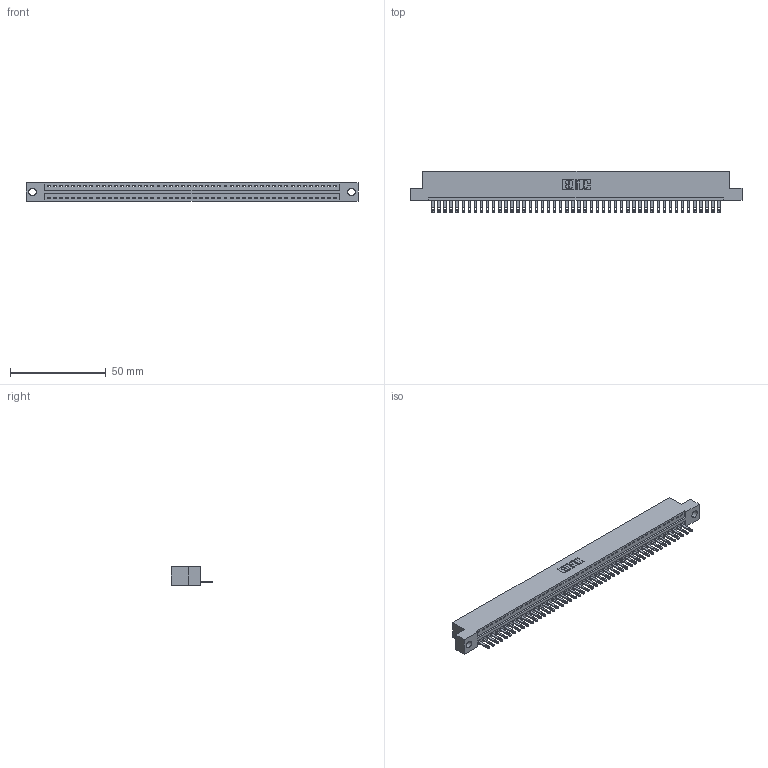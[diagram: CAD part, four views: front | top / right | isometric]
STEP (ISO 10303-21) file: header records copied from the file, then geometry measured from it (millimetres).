
FILE_DESCRIPTION (( 'STEP AP203' ), '1' );
FILE_NAME ('346-048-500-104.STEP', '2022-05-09T22:42:33', ( '' ), ( '' ), 'SwSTEP 2.0', 'SolidWorks 2020', '' );
FILE_SCHEMA (( 'CONFIG_CONTROL_DESIGN' ));
Length unit declared in the file: inch
Products named in the file (3): 346-048-500-104; 346 Part_Flush Mounting Lugs - 0.156 Dia-TH; 345-292-001_345-293-100
Assembly tree (49 placements, depth 2):
  346-048-500-104
    346 Part_Flush Mounting Lugs - 0.156 Dia-TH
    345-292-001_345-293-100  x48
Bounding box: 172.97 x 21.84 x 9.4 mm (x, y, z)
Volume: 578.6 mm3; surface area: 20664.9 mm2
Topology: 48 solids, 49 shells, 2728 faces, 8429 edges, 5618 vertices
Faces by surface type: plane 1722, cylinder 1006
Entity records: 29331 total; most frequent: CARTESIAN_POINT 5034, ORIENTED_EDGE 5014, DIRECTION 4435, EDGE_CURVE 2507, LINE 2179, VECTOR 2179, VERTEX_POINT 1670, AXIS2_PLACEMENT_3D 1128
